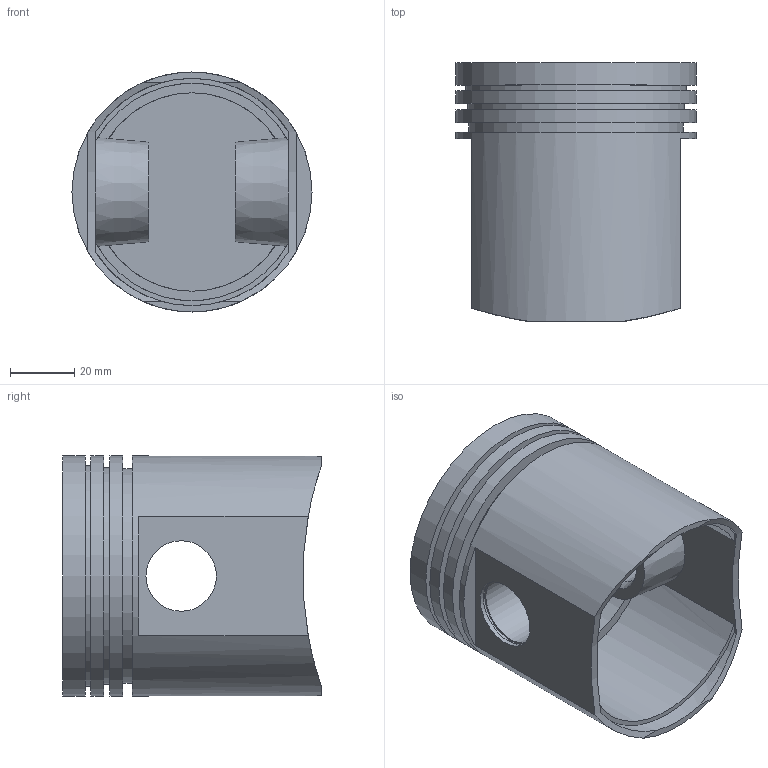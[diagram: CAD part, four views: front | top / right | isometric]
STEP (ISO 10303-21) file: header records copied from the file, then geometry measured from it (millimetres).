
FILE_DESCRIPTION(('FreeCAD Model'),'2;1');
FILE_NAME('piston.stp','2013-09-21T18:27:47',( 'FreeCAD'),('FreeCAD'),'Open CASCADE STEP processor 6.5','FreeCAD', 'Unknown');
FILE_SCHEMA(('AUTOMOTIVE_DESIGN_CC2 { 1 2 10303 214 -1 1 5 4 }'));
Length unit declared in the file: millimetre
Products named in the file (1): Pocket002
Bounding box: 75 x 80.75 x 75 mm (x, y, z)
Volume: 112258.9 mm3; surface area: 49873.5 mm2
Topology: 1 solids, 1 shells, 57 faces, 139 edges, 94 vertices
Faces by surface type: plane 32, cylinder 21, cone 2, torus 2
Full cylindrical faces by diameter (mm): 22 x4, 23 x2, 67 x1, 67.8 x1, 69 x1, 75 x4
Entity records: 4392 total; most frequent: CARTESIAN_POINT 1625, DIRECTION 498, ORIENTED_EDGE 278, PCURVE 278, DEFINITIONAL_REPRESENTATION 278, LINE 205, VECTOR 205, EDGE_CURVE 139
